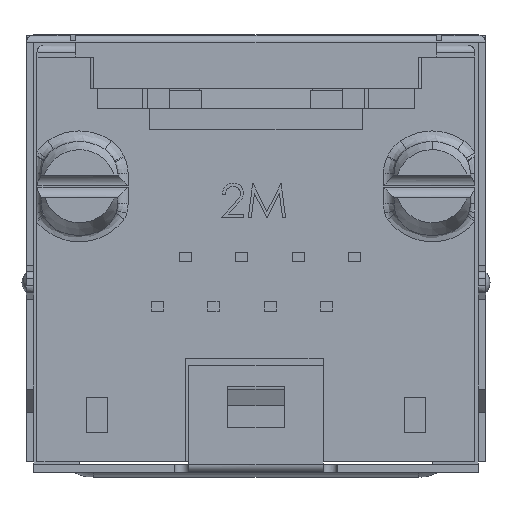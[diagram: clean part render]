
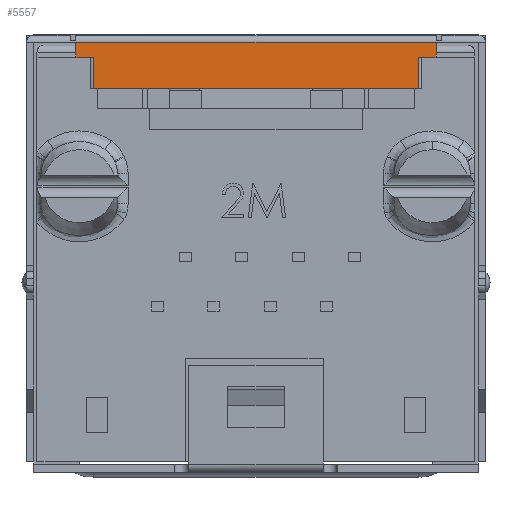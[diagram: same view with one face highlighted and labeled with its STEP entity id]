
A CAD part, front view. The second image highlights one B-rep face of the part: STEP entity #5557.
In plain terms, the highlighted planar face has unit normal (0, -1, 0).
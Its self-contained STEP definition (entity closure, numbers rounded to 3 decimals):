
#668 = CARTESIAN_POINT ( 'NONE',  ( -6.538, -2.792, 5.64 ) ) ;
#804 = VECTOR ( 'NONE', #11597, 1000. ) ;
#876 = EDGE_CURVE ( 'NONE', #20669, #4608, #21163, .T. ) ;
#1020 = LINE ( 'NONE', #10974, #28827 ) ;
#1114 = CARTESIAN_POINT ( 'NONE',  ( -6.538, -2.792, 6.173 ) ) ;
#2238 = CARTESIAN_POINT ( 'NONE',  ( -6.538, -2.792, 6.173 ) ) ;
#2326 = CARTESIAN_POINT ( 'NONE',  ( -6.538, -2.792, 6.173 ) ) ;
#2460 = CARTESIAN_POINT ( 'NONE',  ( 5.781, -2.792, 5.64 ) ) ;
#2469 = CARTESIAN_POINT ( 'NONE',  ( 5.781, -2.792, 4.522 ) ) ;
#4428 = CARTESIAN_POINT ( 'NONE',  ( -6.538, -2.792, 5.64 ) ) ;
#4608 = VERTEX_POINT ( 'NONE', #19073 ) ;
#5223 = DIRECTION ( 'NONE',  ( 0., 0., -1. ) ) ;
#5236 = VERTEX_POINT ( 'NONE', #14242 ) ;
#5488 = PLANE ( 'NONE',  #27954 ) ;
#5557 = ADVANCED_FACE ( 'NONE', ( #8072 ), #5488, .T. ) ;
#7460 = VECTOR ( 'NONE', #8796, 1000. ) ;
#8072 = FACE_OUTER_BOUND ( 'NONE', #16600, .T. ) ;
#8629 = CARTESIAN_POINT ( 'NONE',  ( 5.955, -2.792, 4.522 ) ) ;
#8796 = DIRECTION ( 'NONE',  ( 0., 0., 1. ) ) ;
#9159 = ORIENTED_EDGE ( 'NONE', *, *, #36914, .T. ) ;
#10748 = ORIENTED_EDGE ( 'NONE', *, *, #28804, .T. ) ;
#10974 = CARTESIAN_POINT ( 'NONE',  ( -6.538, -2.792, 5.64 ) ) ;
#11545 = ORIENTED_EDGE ( 'NONE', *, *, #35701, .T. ) ;
#11597 = DIRECTION ( 'NONE',  ( 0., 0., -1. ) ) ;
#12578 = LINE ( 'NONE', #41827, #37532 ) ;
#13448 = DIRECTION ( 'NONE',  ( 1., 0., 0. ) ) ;
#13831 = ORIENTED_EDGE ( 'NONE', *, *, #25215, .T. ) ;
#13888 = VERTEX_POINT ( 'NONE', #2460 ) ;
#13969 = VERTEX_POINT ( 'NONE', #1114 ) ;
#14242 = CARTESIAN_POINT ( 'NONE',  ( -5.903, -2.792, 5.64 ) ) ;
#14893 = CARTESIAN_POINT ( 'NONE',  ( 6.416, -2.792, 5.64 ) ) ;
#16600 = EDGE_LOOP ( 'NONE', ( #11545, #9159, #42193, #13831, #31861, #30721, #21191, #10748 ) ) ;
#17024 = VERTEX_POINT ( 'NONE', #14893 ) ;
#18114 = VECTOR ( 'NONE', #24248, 1000. ) ;
#18303 = LINE ( 'NONE', #31087, #7460 ) ;
#18328 = CARTESIAN_POINT ( 'NONE',  ( 6.416, -2.792, 6.173 ) ) ;
#19073 = CARTESIAN_POINT ( 'NONE',  ( -5.903, -2.792, 4.522 ) ) ;
#19767 = VECTOR ( 'NONE', #34402, 1000. ) ;
#19958 = EDGE_CURVE ( 'NONE', #5236, #4608, #12578, .T. ) ;
#20669 = VERTEX_POINT ( 'NONE', #2469 ) ;
#21163 = LINE ( 'NONE', #8629, #19767 ) ;
#21191 = ORIENTED_EDGE ( 'NONE', *, *, #876, .F. ) ;
#24248 = DIRECTION ( 'NONE',  ( 0., 0., 1. ) ) ;
#25215 = EDGE_CURVE ( 'NONE', #13969, #37016, #27833, .T. ) ;
#27833 = LINE ( 'NONE', #41503, #804 ) ;
#27954 = AXIS2_PLACEMENT_3D ( 'NONE', #2238, #41216, #28612 ) ;
#28612 = DIRECTION ( 'NONE',  ( 0., 0., -1. ) ) ;
#28804 = EDGE_CURVE ( 'NONE', #20669, #13888, #37920, .T. ) ;
#28827 = VECTOR ( 'NONE', #40246, 1000. ) ;
#30721 = ORIENTED_EDGE ( 'NONE', *, *, #19958, .T. ) ;
#30960 = VECTOR ( 'NONE', #38704, 1000. ) ;
#31087 = CARTESIAN_POINT ( 'NONE',  ( 6.416, -2.792, 6.173 ) ) ;
#31861 = ORIENTED_EDGE ( 'NONE', *, *, #37974, .T. ) ;
#31974 = LINE ( 'NONE', #2326, #30960 ) ;
#33030 = VERTEX_POINT ( 'NONE', #18328 ) ;
#34228 = CARTESIAN_POINT ( 'NONE',  ( 5.781, -2.792, 6.173 ) ) ;
#34402 = DIRECTION ( 'NONE',  ( -1., 0., 0. ) ) ;
#35701 = EDGE_CURVE ( 'NONE', #13888, #17024, #1020, .T. ) ;
#36849 = LINE ( 'NONE', #668, #37944 ) ;
#36914 = EDGE_CURVE ( 'NONE', #17024, #33030, #18303, .T. ) ;
#37016 = VERTEX_POINT ( 'NONE', #4428 ) ;
#37528 = EDGE_CURVE ( 'NONE', #33030, #13969, #31974, .T. ) ;
#37532 = VECTOR ( 'NONE', #5223, 1000. ) ;
#37920 = LINE ( 'NONE', #34228, #18114 ) ;
#37944 = VECTOR ( 'NONE', #13448, 1000. ) ;
#37974 = EDGE_CURVE ( 'NONE', #37016, #5236, #36849, .T. ) ;
#38704 = DIRECTION ( 'NONE',  ( -1., 0., 0. ) ) ;
#40246 = DIRECTION ( 'NONE',  ( 1., 0., 0. ) ) ;
#41216 = DIRECTION ( 'NONE',  ( 0., -1., 0. ) ) ;
#41503 = CARTESIAN_POINT ( 'NONE',  ( -6.538, -2.792, 6.173 ) ) ;
#41827 = CARTESIAN_POINT ( 'NONE',  ( -5.903, -2.792, 6.173 ) ) ;
#42193 = ORIENTED_EDGE ( 'NONE', *, *, #37528, .T. ) ;
